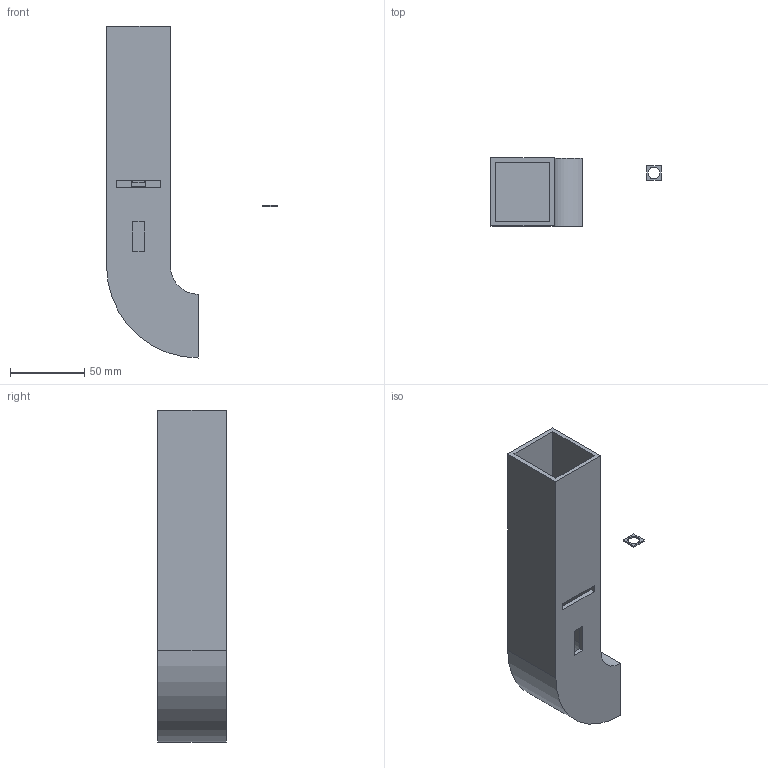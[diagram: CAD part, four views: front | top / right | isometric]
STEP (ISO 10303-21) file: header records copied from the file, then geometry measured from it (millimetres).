
FILE_DESCRIPTION(/* description */ (''),/* implementation_level */ '2;1');
FILE_NAME(/* name */ 'Big Tube v3.step',/* time_stamp */ '2025-08-06T00:59:31-04:00',/* author */ (''),/* organization */ (''),/* preprocessor_version */ 'ST-DEVELOPER v20.1',/* originating_system */ 'Autodesk Translation Framework v14.10.0.0',/* authorisation */ '');
FILE_SCHEMA (('AUTOMOTIVE_DESIGN { 1 0 10303 214 3 1 1 }'));
Length unit declared in the file: millimetre
Products named in the file (1): Big Tube
Bounding box: 115.2 x 46 x 224 mm (x, y, z)
Volume: 114552.2 mm3; surface area: 78762.6 mm2
Topology: 2 solids, 2 shells, 44 faces, 117 edges, 78 vertices
Faces by surface type: plane 39, cylinder 5
Full cylindrical faces by diameter (mm): 8 x1
Entity records: 1399 total; most frequent: CARTESIAN_POINT 240, ORIENTED_EDGE 234, DIRECTION 217, EDGE_CURVE 117, LINE 107, VECTOR 107, VERTEX_POINT 78, AXIS2_PLACEMENT_3D 55
